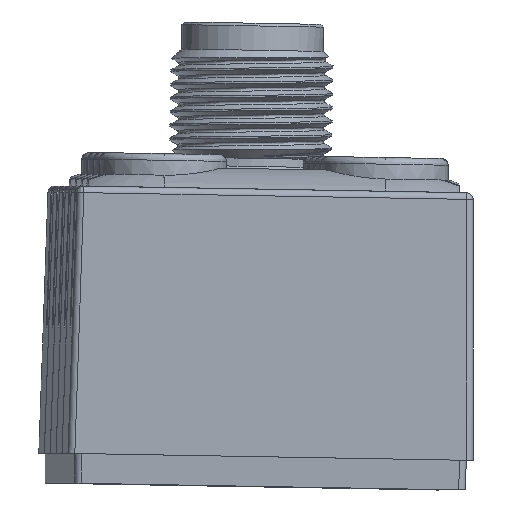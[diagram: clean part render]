
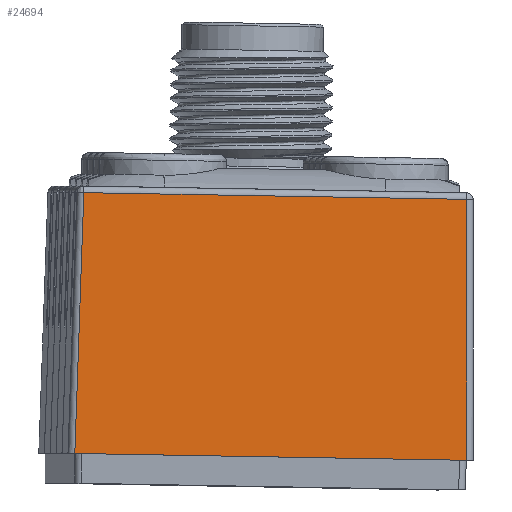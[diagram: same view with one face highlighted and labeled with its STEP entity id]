
A CAD part, front view. The second image highlights one B-rep face of the part: STEP entity #24694.
In plain terms, the highlighted face is planar.
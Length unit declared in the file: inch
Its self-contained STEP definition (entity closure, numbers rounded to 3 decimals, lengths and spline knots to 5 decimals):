
#890 = CARTESIAN_POINT ( 'NONE',  ( -0.02271, 0.08623, -0.0212 ) ) ;
#2129 = CARTESIAN_POINT ( 'NONE',  ( -0.02271, 0.08623, -0.0212 ) ) ;
#2868 = FACE_OUTER_BOUND ( 'NONE', #37865, .T. ) ;
#6740 = CARTESIAN_POINT ( 'NONE',  ( 1.09232, 0.866, -0.00793 ) ) ;
#7266 = DIRECTION ( 'NONE',  ( 0.017, -1., -0.017 ) ) ;
#7949 = ORIENTED_EDGE ( 'NONE', *, *, #9305, .T. ) ;
#9305 = EDGE_CURVE ( 'NONE', #53007, #46568, #35041, .T. ) ;
#10174 = CARTESIAN_POINT ( 'NONE',  ( -0.05565, 0.84596, -0.00793 ) ) ;
#11394 = CARTESIAN_POINT ( 'NONE',  ( -0.04238, 0.08589, -0.0212 ) ) ;
#12420 = CARTESIAN_POINT ( 'NONE',  ( 1.09232, 0.866, -0.00793 ) ) ;
#16441 = VERTEX_POINT ( 'NONE', #12420 ) ;
#19952 = VECTOR ( 'NONE', #22796, 39.37008 ) ;
#20855 = AXIS2_PLACEMENT_3D ( 'NONE', #11394, #44889, #7266 ) ;
#22035 = DIRECTION ( 'NONE',  ( 0., 1., 0.017 ) ) ;
#22796 = DIRECTION ( 'NONE',  ( 1., 0.017, 0. ) ) ;
#23478 = DIRECTION ( 'NONE',  ( 0.035, -0.999, -0.017 ) ) ;
#23819 = EDGE_CURVE ( 'NONE', #42647, #16441, #31860, .T. ) ;
#24260 = ORIENTED_EDGE ( 'NONE', *, *, #23819, .T. ) ;
#24694 = ADVANCED_FACE ( 'NONE', ( #2868 ), #48983, .T. ) ;
#25065 = VECTOR ( 'NONE', #23478, 39.37008 ) ;
#25720 = CARTESIAN_POINT ( 'NONE',  ( 0.54808, 0.09619, -0.0212 ) ) ;
#31198 = LINE ( 'NONE', #6740, #25065 ) ;
#31860 = LINE ( 'NONE', #10174, #19952 ) ;
#33924 = EDGE_CURVE ( 'NONE', #46568, #42647, #38515, .T. ) ;
#35041 = LINE ( 'NONE', #25720, #41061 ) ;
#37865 = EDGE_LOOP ( 'NONE', ( #43836, #24260, #41338, #7949 ) ) ;
#38515 = LINE ( 'NONE', #890, #39383 ) ;
#39383 = VECTOR ( 'NONE', #22035, 39.37008 ) ;
#41061 = VECTOR ( 'NONE', #50988, 39.37008 ) ;
#41338 = ORIENTED_EDGE ( 'NONE', *, *, #49724, .T. ) ;
#42647 = VERTEX_POINT ( 'NONE', #45942 ) ;
#43836 = ORIENTED_EDGE ( 'NONE', *, *, #33924, .T. ) ;
#44889 = DIRECTION ( 'NONE',  ( 0., 0.017, -1. ) ) ;
#45942 = CARTESIAN_POINT ( 'NONE',  ( -0.02271, 0.84653, -0.00793 ) ) ;
#46568 = VERTEX_POINT ( 'NONE', #2129 ) ;
#48507 = CARTESIAN_POINT ( 'NONE',  ( 1.11886, 0.10616, -0.0212 ) ) ;
#48983 = PLANE ( 'NONE',  #20855 ) ;
#49724 = EDGE_CURVE ( 'NONE', #16441, #53007, #31198, .T. ) ;
#50988 = DIRECTION ( 'NONE',  ( -1., -0.017, 0. ) ) ;
#53007 = VERTEX_POINT ( 'NONE', #48507 ) ;
